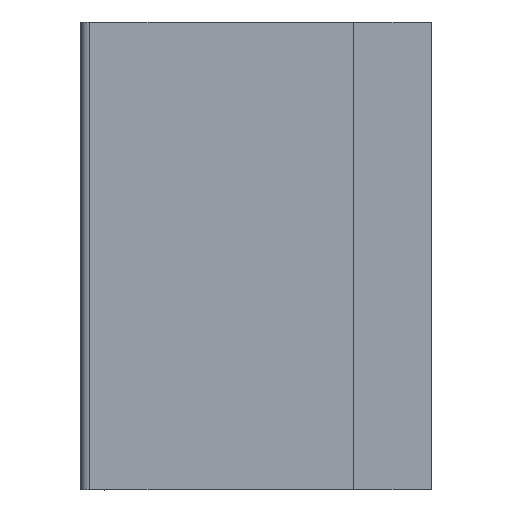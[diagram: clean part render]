
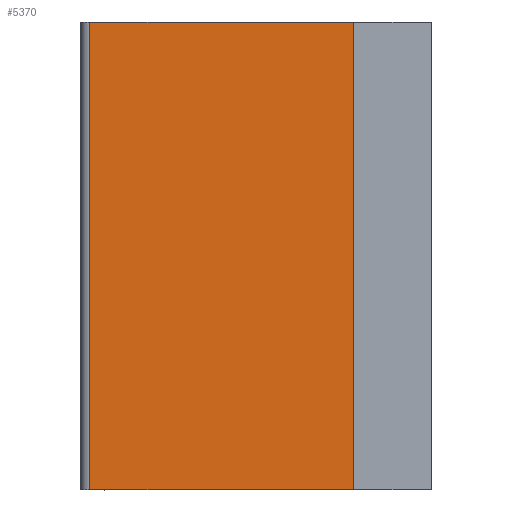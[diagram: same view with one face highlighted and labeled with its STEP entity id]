
A CAD part, left-side view. The second image highlights one B-rep face of the part: STEP entity #5370.
In plain terms, the highlighted planar face has unit normal (-1, 0, 0).
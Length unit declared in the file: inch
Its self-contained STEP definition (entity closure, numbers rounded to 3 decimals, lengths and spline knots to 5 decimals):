
#89 = VECTOR ( 'NONE', #2362, 39.37008 ) ;
#122 = EDGE_CURVE ( 'NONE', #415, #6336, #3210, .T. ) ;
#179 = ORIENTED_EDGE ( 'NONE', *, *, #2837, .F. ) ;
#302 = VECTOR ( 'NONE', #8790, 39.37008 ) ;
#415 = VERTEX_POINT ( 'NONE', #1608 ) ;
#590 = ORIENTED_EDGE ( 'NONE', *, *, #5301, .T. ) ;
#827 = CARTESIAN_POINT ( 'NONE',  ( -0.6875, -0.437, 0.75 ) ) ;
#1027 = CARTESIAN_POINT ( 'NONE',  ( -0.6875, 0., -0.75 ) ) ;
#1378 = FACE_OUTER_BOUND ( 'NONE', #3165, .T. ) ;
#1608 = CARTESIAN_POINT ( 'NONE',  ( -0.6875, -0.437, -0.75 ) ) ;
#1814 = DIRECTION ( 'NONE',  ( 0., 1., 0. ) ) ;
#2161 = CARTESIAN_POINT ( 'NONE',  ( -0.6875, 0., 0.75 ) ) ;
#2362 = DIRECTION ( 'NONE',  ( 0., 0., 1. ) ) ;
#2617 = LINE ( 'NONE', #9192, #3825 ) ;
#2635 = VERTEX_POINT ( 'NONE', #8510 ) ;
#2837 = EDGE_CURVE ( 'NONE', #415, #9021, #2617, .T. ) ;
#3165 = EDGE_LOOP ( 'NONE', ( #590, #7591, #179, #4216 ) ) ;
#3210 = LINE ( 'NONE', #6475, #89 ) ;
#3541 = AXIS2_PLACEMENT_3D ( 'NONE', #1027, #9311, #5093 ) ;
#3825 = VECTOR ( 'NONE', #1814, 39.37008 ) ;
#3851 = LINE ( 'NONE', #9713, #302 ) ;
#4216 = ORIENTED_EDGE ( 'NONE', *, *, #122, .T. ) ;
#4328 = CARTESIAN_POINT ( 'NONE',  ( -0.6875, 0.408, -0.75 ) ) ;
#5093 = DIRECTION ( 'NONE',  ( 0., 0., -1. ) ) ;
#5301 = EDGE_CURVE ( 'NONE', #6336, #2635, #6282, .T. ) ;
#5370 = ADVANCED_FACE ( 'NONE', ( #1378 ), #6171, .F. ) ;
#5409 = EDGE_CURVE ( 'NONE', #2635, #9021, #3851, .T. ) ;
#6171 = PLANE ( 'NONE',  #3541 ) ;
#6282 = LINE ( 'NONE', #2161, #7874 ) ;
#6336 = VERTEX_POINT ( 'NONE', #827 ) ;
#6475 = CARTESIAN_POINT ( 'NONE',  ( -0.6875, -0.437, -1.16298 ) ) ;
#7591 = ORIENTED_EDGE ( 'NONE', *, *, #5409, .T. ) ;
#7874 = VECTOR ( 'NONE', #9402, 39.37008 ) ;
#8510 = CARTESIAN_POINT ( 'NONE',  ( -0.6875, 0.408, 0.75 ) ) ;
#8790 = DIRECTION ( 'NONE',  ( 0., 0., -1. ) ) ;
#9021 = VERTEX_POINT ( 'NONE', #4328 ) ;
#9192 = CARTESIAN_POINT ( 'NONE',  ( -0.6875, 0., -0.75 ) ) ;
#9311 = DIRECTION ( 'NONE',  ( 1., 0., 0. ) ) ;
#9402 = DIRECTION ( 'NONE',  ( 0., 1., 0. ) ) ;
#9713 = CARTESIAN_POINT ( 'NONE',  ( -0.6875, 0.408, -0.75 ) ) ;
